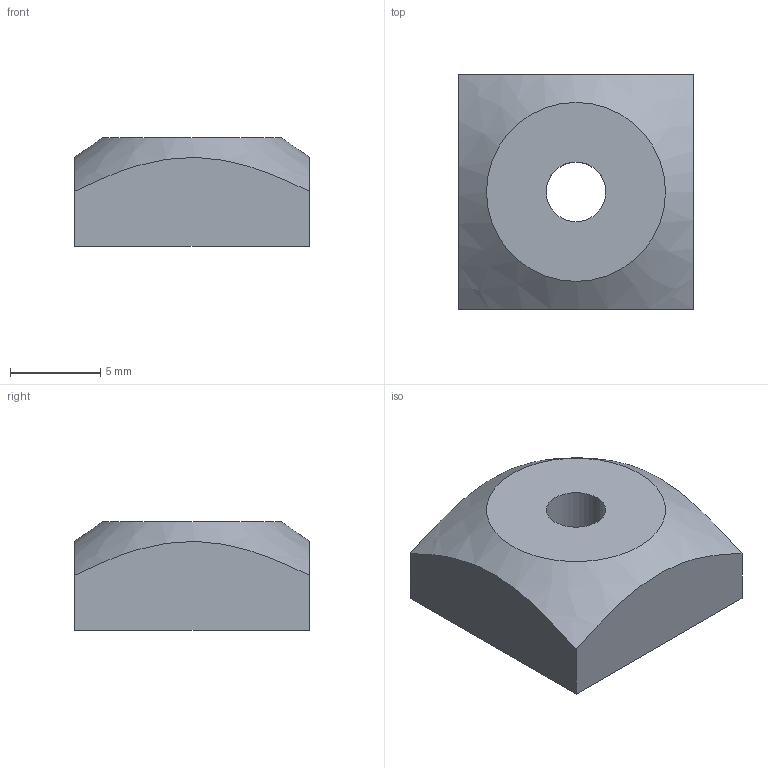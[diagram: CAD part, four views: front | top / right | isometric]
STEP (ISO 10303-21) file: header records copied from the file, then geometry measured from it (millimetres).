
FILE_DESCRIPTION(('STEP AP203'),'2;1');
FILE_NAME('26.054.00.stp','2011-03-21T16:16:24',(''),(''),'2009.3.110','THINKDESIGN','');
FILE_SCHEMA(('CONFIG_CONTROL_DESIGN'));
Length unit declared in the file: millimetre
Bounding box: 13 x 13 x 6 mm (x, y, z)
Volume: 871.1 mm3; surface area: 624.4 mm2
Topology: 1 solids, 1 shells, 8 faces, 21 edges, 15 vertices
Faces by surface type: plane 6, bspline 1, cylinder 1
Full cylindrical faces by diameter (mm): 3.3 x1
Entity records: 403 total; most frequent: CARTESIAN_POINT 109, ORIENTED_EDGE 42, DIRECTION 36, EDGE_CURVE 21, VERTEX_POINT 15, AXIS2_PLACEMENT_3D 13, VECTOR 10, LINE 10
